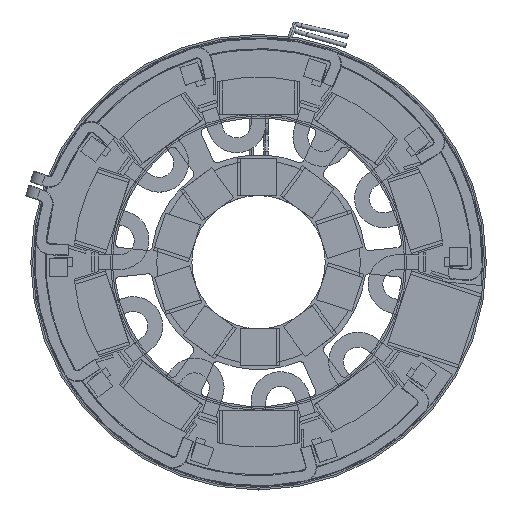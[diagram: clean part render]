
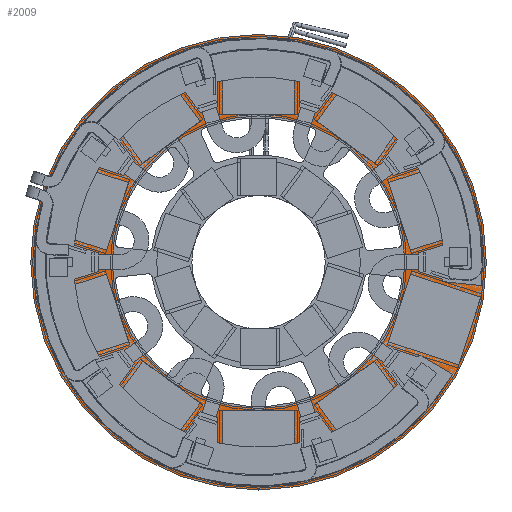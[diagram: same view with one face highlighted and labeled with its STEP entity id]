
A CAD part, top view. The second image highlights one B-rep face of the part: STEP entity #2009.
In plain terms, the highlighted planar face has unit normal (0, 0, 1).
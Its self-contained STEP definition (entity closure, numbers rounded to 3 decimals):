
#1904=CARTESIAN_POINT('',(0.,0.,0.15));
#1905=DIRECTION('',(0.,0.,-1.));
#1906=DIRECTION('',(1.,0.,0.));
#1907=AXIS2_PLACEMENT_3D('',#1904,#1905,#1906);
#1909=CARTESIAN_POINT('',(0.,0.,0.15));
#1910=DIRECTION('',(0.,0.,-1.));
#1911=DIRECTION('',(-1.,0.,0.));
#1912=AXIS2_PLACEMENT_3D('',#1909,#1910,#1911);
#1914=CARTESIAN_POINT('',(0.,0.,0.15));
#1915=DIRECTION('',(0.,0.,1.));
#1916=DIRECTION('',(1.,0.,0.));
#1917=AXIS2_PLACEMENT_3D('',#1914,#1915,#1916);
#1919=CARTESIAN_POINT('',(0.,0.,0.15));
#1920=DIRECTION('',(0.,0.,1.));
#1921=DIRECTION('',(-1.,0.,0.));
#1922=AXIS2_PLACEMENT_3D('',#1919,#1920,#1921);
#1940=CARTESIAN_POINT('',(79.,0.,0.15));
#1941=CARTESIAN_POINT('',(-79.,0.,0.15));
#1942=VERTEX_POINT('',#1940);
#1943=VERTEX_POINT('',#1941);
#1944=CARTESIAN_POINT('',(123.,0.,0.15));
#1945=CARTESIAN_POINT('',(-123.,0.,0.15));
#1946=VERTEX_POINT('',#1944);
#1947=VERTEX_POINT('',#1945);
#1994=CARTESIAN_POINT('',(0.,0.,0.15));
#1995=DIRECTION('',(0.,0.,1.));
#1996=DIRECTION('',(1.,0.,0.));
#1997=AXIS2_PLACEMENT_3D('',#1994,#1995,#1996);
#1998=PLANE('',#1997);
#2000=ORIENTED_EDGE('',*,*,#1999,.F.);
#2002=ORIENTED_EDGE('',*,*,#2001,.F.);
#2003=EDGE_LOOP('',(#2000,#2002));
#2004=FACE_OUTER_BOUND('',#2003,.F.);
#2005=ORIENTED_EDGE('',*,*,#1974,.F.);
#2006=ORIENTED_EDGE('',*,*,#1988,.F.);
#2007=EDGE_LOOP('',(#2005,#2006));
#2008=FACE_BOUND('',#2007,.F.);
#2009=ADVANCED_FACE('',(#2004,#2008),#1998,.T.);
#1908=CIRCLE('',#1907,79.);
#1913=CIRCLE('',#1912,79.);
#1918=CIRCLE('',#1917,123.);
#1923=CIRCLE('',#1922,123.);
#1974=EDGE_CURVE('',#1942,#1943,#1908,.T.);
#1988=EDGE_CURVE('',#1943,#1942,#1913,.T.);
#1999=EDGE_CURVE('',#1946,#1947,#1918,.T.);
#2001=EDGE_CURVE('',#1947,#1946,#1923,.T.);
